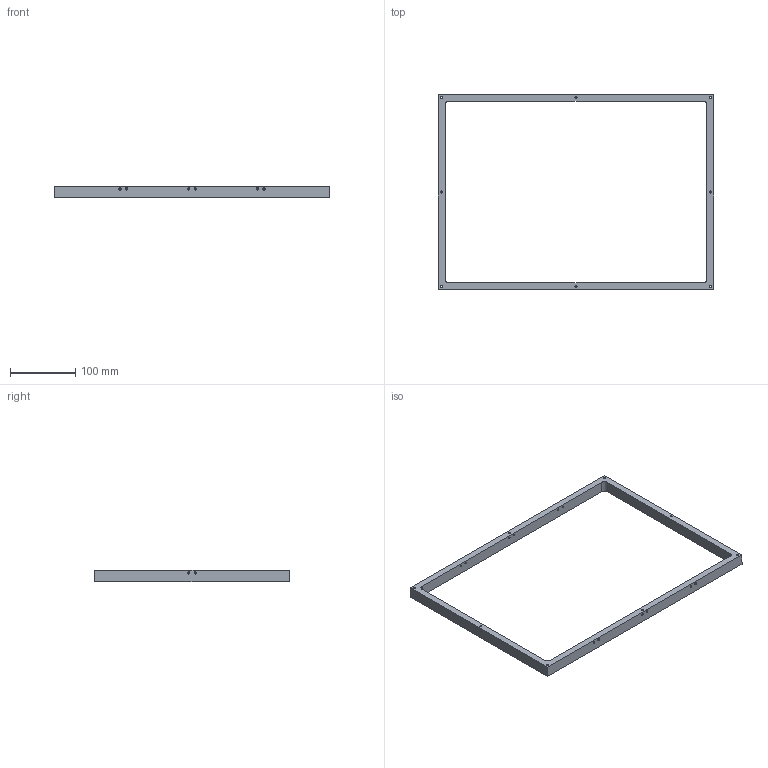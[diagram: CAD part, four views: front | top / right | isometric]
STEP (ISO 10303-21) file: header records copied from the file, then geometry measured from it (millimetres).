
FILE_DESCRIPTION(/* description */ ('','CAx-IF Rec.Pracs.---Representation and Presentation of Product Manufacturing Information (PMI)---4.0---2014-10-13'),/* implementation_level */ '2;1');
FILE_NAME(/* name */ 'Couvercle.step',/* time_stamp */ '2024-12-11T14:15:45+01:00',/* author */ (''),/* organization */ (''),/* preprocessor_version */ 'ST-DEVELOPER v20',/* originating_system */ 'Autodesk Translation Framework v13.20.0.188',/* authorisation */ '');
FILE_SCHEMA (('AP242_MANAGED_MODEL_BASED_3D_ENGINEERING_MIM_LF { 1 0 10303 442 1 1 4 }'));
Length unit declared in the file: millimetre
Products named in the file (1): Assemblage Version 2
Bounding box: 420 x 297 x 17.5 mm (x, y, z)
Volume: 242565.1 mm3; surface area: 78837.4 mm2
Topology: 1 solids, 1 shells, 62 faces, 156 edges, 96 vertices
Faces by surface type: cylinder 28, cone 24, plane 10
Full cylindrical faces by diameter (mm): 2.529 x16, 3.1 x8
Entity records: 1990 total; most frequent: DIRECTION 362, CARTESIAN_POINT 315, ORIENTED_EDGE 312, EDGE_CURVE 156, AXIS2_PLACEMENT_3D 143, EDGE_LOOP 112, VERTEX_POINT 96, CIRCLE 80
